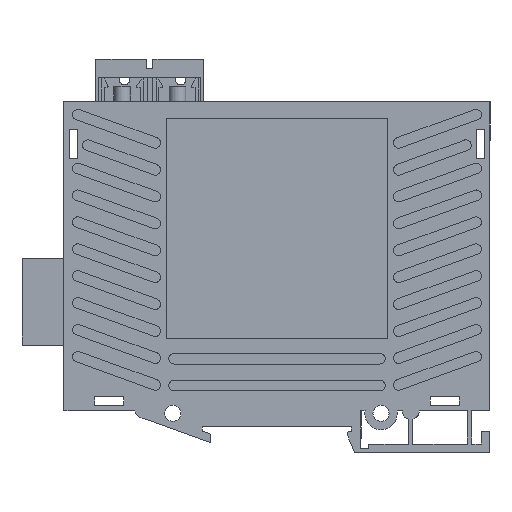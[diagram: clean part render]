
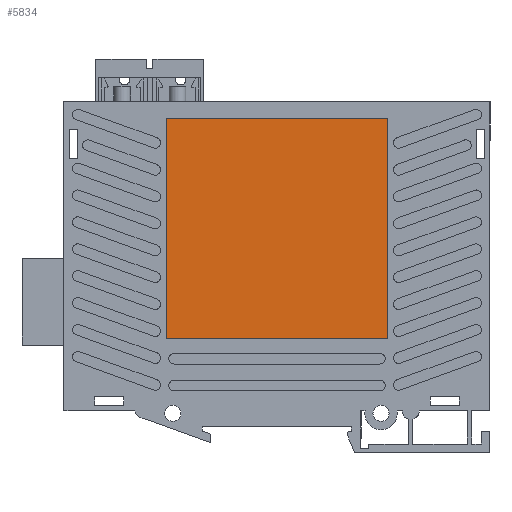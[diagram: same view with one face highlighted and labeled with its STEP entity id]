
A CAD part, left-side view. The second image highlights one B-rep face of the part: STEP entity #5834.
In plain terms, the highlighted planar face has unit normal (-1, 0, 0).
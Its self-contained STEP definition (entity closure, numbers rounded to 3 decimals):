
#5834 = ADVANCED_FACE ( 'NONE', ( #12490 ), #11853, .F. ) ;
#7010 = LINE ( 'NONE', #36831, #18003 ) ;
#7012 = LINE ( 'NONE', #36836, #17873 ) ;
#7013 = LINE ( 'NONE', #36838, #17411 ) ;
#7017 = LINE ( 'NONE', #36856, #17439 ) ;
#7547 = ORIENTED_EDGE ( 'NONE', *, *, #29254, .F. ) ;
#7630 = ORIENTED_EDGE ( 'NONE', *, *, #29259, .F. ) ;
#7655 = ORIENTED_EDGE ( 'NONE', *, *, #29255, .F. ) ;
#7743 = ORIENTED_EDGE ( 'NONE', *, *, #29253, .F. ) ;
#11853 = PLANE ( 'NONE',  #21395 ) ;
#11854 = CARTESIAN_POINT ( 'NONE',  ( -13., -23.313, -24.565 ) ) ;
#11856 = DIRECTION ( 'NONE',  ( 1., 0., 0. ) ) ;
#11858 = DIRECTION ( 'NONE',  ( 0., 0., -1. ) ) ;
#12490 = FACE_OUTER_BOUND ( 'NONE', #34319, .T. ) ;
#17411 = VECTOR ( 'NONE', #36840, 1000. ) ;
#17439 = VECTOR ( 'NONE', #36857, 1000. ) ;
#17873 = VECTOR ( 'NONE', #36837, 1000. ) ;
#18003 = VECTOR ( 'NONE', #36833, 1000. ) ;
#21395 = AXIS2_PLACEMENT_3D ( 'NONE', #11854, #11856, #11858 ) ;
#25085 = CARTESIAN_POINT ( 'NONE',  ( -13., 29.011, 27.505 ) ) ;
#25086 = CARTESIAN_POINT ( 'NONE',  ( -13., -23.313, -24.565 ) ) ;
#25087 = CARTESIAN_POINT ( 'NONE',  ( -13., -23.313, 27.505 ) ) ;
#27230 = CARTESIAN_POINT ( 'NONE',  ( -13., 29.011, -24.565 ) ) ;
#29253 = EDGE_CURVE ( 'NONE', #38146, #38145, #7010, .T. ) ;
#29254 = EDGE_CURVE ( 'NONE', #38145, #30498, #7012, .T. ) ;
#29255 = EDGE_CURVE ( 'NONE', #30498, #38144, #7013, .T. ) ;
#29259 = EDGE_CURVE ( 'NONE', #38144, #38146, #7017, .T. ) ;
#30498 = VERTEX_POINT ( 'NONE', #27230 ) ;
#34319 = EDGE_LOOP ( 'NONE', ( #7743, #7630, #7655, #7547 ) ) ;
#36831 = CARTESIAN_POINT ( 'NONE',  ( -13., -23.313, 27.505 ) ) ;
#36833 = DIRECTION ( 'NONE',  ( 0., 0., -1. ) ) ;
#36836 = CARTESIAN_POINT ( 'NONE',  ( -13., -23.313, -24.565 ) ) ;
#36837 = DIRECTION ( 'NONE',  ( 0., 1., 0. ) ) ;
#36838 = CARTESIAN_POINT ( 'NONE',  ( -13., 29.011, -24.565 ) ) ;
#36840 = DIRECTION ( 'NONE',  ( 0., 0., 1. ) ) ;
#36856 = CARTESIAN_POINT ( 'NONE',  ( -13., 29.011, 27.505 ) ) ;
#36857 = DIRECTION ( 'NONE',  ( 0., -1., 0. ) ) ;
#38144 = VERTEX_POINT ( 'NONE', #25085 ) ;
#38145 = VERTEX_POINT ( 'NONE', #25086 ) ;
#38146 = VERTEX_POINT ( 'NONE', #25087 ) ;
